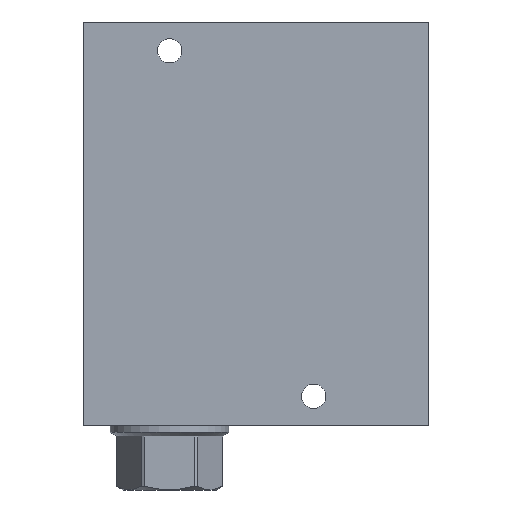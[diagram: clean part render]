
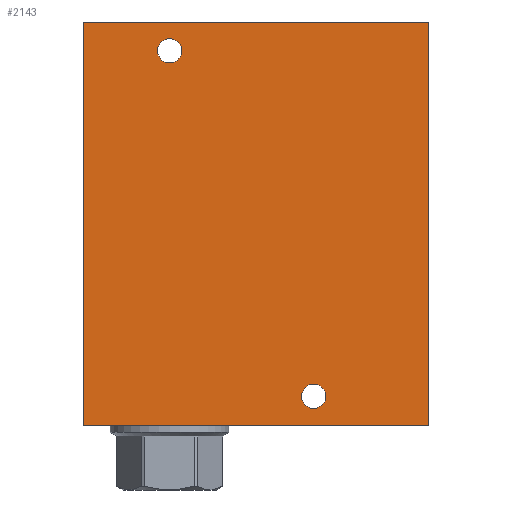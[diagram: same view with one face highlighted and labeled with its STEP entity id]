
A CAD part, front view. The second image highlights one B-rep face of the part: STEP entity #2143.
In plain terms, the highlighted planar face has unit normal (0, -1, 0).
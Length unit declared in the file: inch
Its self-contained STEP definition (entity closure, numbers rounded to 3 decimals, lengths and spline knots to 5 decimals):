
#5=DIRECTION('',(1.,0.,0.));
#6=VECTOR('',#5,6.);
#7=CARTESIAN_POINT('',(0.,-3.,0.));
#8=LINE('',#7,#6);
#75=DIRECTION('',(0.,0.,1.));
#76=VECTOR('',#75,7.);
#77=CARTESIAN_POINT('',(6.,-3.,0.));
#78=LINE('',#77,#76);
#99=DIRECTION('',(0.,0.,1.));
#100=VECTOR('',#99,7.);
#101=CARTESIAN_POINT('',(0.,-3.,0.));
#102=LINE('',#101,#100);
#103=CARTESIAN_POINT('',(1.5,-3.,6.5));
#104=DIRECTION('',(0.,-1.,0.));
#105=DIRECTION('',(-1.,0.,0.));
#106=AXIS2_PLACEMENT_3D('',#103,#104,#105);
#108=CARTESIAN_POINT('',(1.5,-3.,6.5));
#109=DIRECTION('',(0.,-1.,0.));
#110=DIRECTION('',(1.,0.,0.));
#111=AXIS2_PLACEMENT_3D('',#108,#109,#110);
#113=CARTESIAN_POINT('',(4.,-3.,0.5));
#114=DIRECTION('',(0.,-1.,0.));
#115=DIRECTION('',(-1.,0.,0.));
#116=AXIS2_PLACEMENT_3D('',#113,#114,#115);
#118=CARTESIAN_POINT('',(4.,-3.,0.5));
#119=DIRECTION('',(0.,-1.,0.));
#120=DIRECTION('',(1.,0.,0.));
#121=AXIS2_PLACEMENT_3D('',#118,#119,#120);
#135=DIRECTION('',(1.,0.,0.));
#136=VECTOR('',#135,6.);
#137=CARTESIAN_POINT('',(0.,-3.,7.));
#138=LINE('',#137,#136);
#1749=CARTESIAN_POINT('',(0.,-3.,0.));
#1751=VERTEX_POINT('',#1749);
#1752=CARTESIAN_POINT('',(6.,-3.,0.));
#1753=VERTEX_POINT('',#1752);
#1757=CARTESIAN_POINT('',(0.,-3.,7.));
#1759=VERTEX_POINT('',#1757);
#1760=CARTESIAN_POINT('',(6.,-3.,7.));
#1761=VERTEX_POINT('',#1760);
#1911=CARTESIAN_POINT('',(1.289,-3.,6.5));
#1912=CARTESIAN_POINT('',(1.711,-3.,6.5));
#1913=VERTEX_POINT('',#1911);
#1914=VERTEX_POINT('',#1912);
#1919=CARTESIAN_POINT('',(3.789,-3.,0.5));
#1920=CARTESIAN_POINT('',(4.211,-3.,0.5));
#1921=VERTEX_POINT('',#1919);
#1922=VERTEX_POINT('',#1920);
#2119=CARTESIAN_POINT('',(0.,-3.,0.));
#2120=DIRECTION('',(0.,-1.,0.));
#2121=DIRECTION('',(1.,0.,0.));
#2122=AXIS2_PLACEMENT_3D('',#2119,#2120,#2121);
#2123=PLANE('',#2122);
#2124=ORIENTED_EDGE('',*,*,#2025,.F.);
#2125=ORIENTED_EDGE('',*,*,#2050,.T.);
#2127=ORIENTED_EDGE('',*,*,#2126,.T.);
#2128=ORIENTED_EDGE('',*,*,#2099,.F.);
#2129=EDGE_LOOP('',(#2124,#2125,#2127,#2128));
#2130=FACE_OUTER_BOUND('',#2129,.F.);
#2132=ORIENTED_EDGE('',*,*,#2131,.T.);
#2134=ORIENTED_EDGE('',*,*,#2133,.T.);
#2135=EDGE_LOOP('',(#2132,#2134));
#2136=FACE_BOUND('',#2135,.F.);
#2138=ORIENTED_EDGE('',*,*,#2137,.T.);
#2140=ORIENTED_EDGE('',*,*,#2139,.T.);
#2141=EDGE_LOOP('',(#2138,#2140));
#2142=FACE_BOUND('',#2141,.F.);
#2143=ADVANCED_FACE('',(#2130,#2136,#2142),#2123,.T.);
#107=CIRCLE('',#106,0.211);
#112=CIRCLE('',#111,0.211);
#117=CIRCLE('',#116,0.211);
#122=CIRCLE('',#121,0.211);
#2025=EDGE_CURVE('',#1751,#1753,#8,.T.);
#2050=EDGE_CURVE('',#1751,#1759,#102,.T.);
#2099=EDGE_CURVE('',#1753,#1761,#78,.T.);
#2126=EDGE_CURVE('',#1759,#1761,#138,.T.);
#2131=EDGE_CURVE('',#1913,#1914,#107,.T.);
#2133=EDGE_CURVE('',#1914,#1913,#112,.T.);
#2137=EDGE_CURVE('',#1921,#1922,#117,.T.);
#2139=EDGE_CURVE('',#1922,#1921,#122,.T.);
